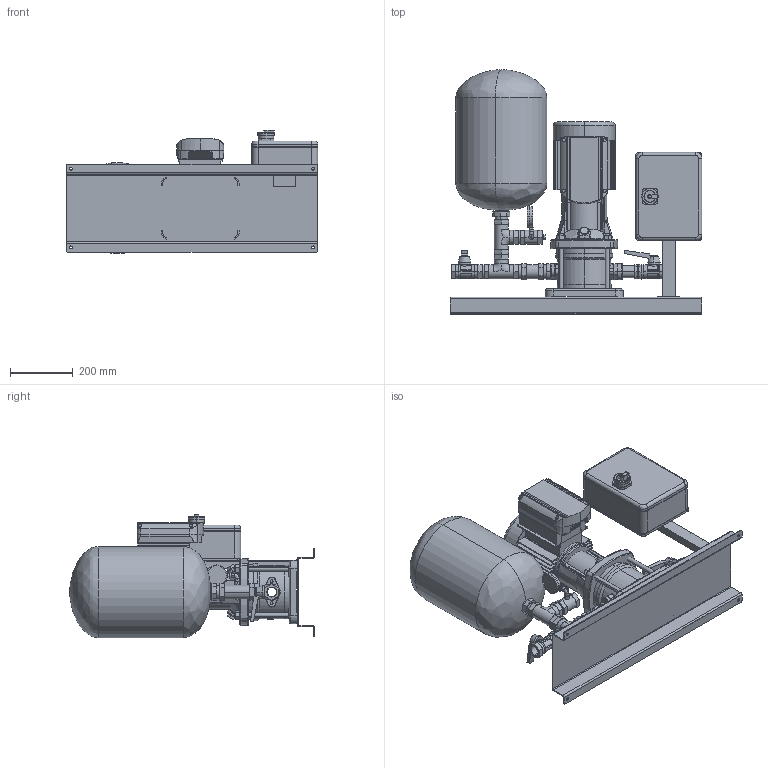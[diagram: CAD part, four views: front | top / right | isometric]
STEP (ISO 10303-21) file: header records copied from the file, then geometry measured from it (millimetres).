
FILE_DESCRIPTION (( 'STEP AP214' ), '1' );
FILE_NAME ('1SBI_15-3_TE_ZB00064947.STEP', '2022-07-17T21:12:32', ( '' ), ( '' ), 'SwSTEP 2.0', 'SolidWorks 2020', '' );
FILE_SCHEMA (( 'AUTOMOTIVE_DESIGN' ));
Length unit declared in the file: millimetre
Products named in the file (1): 1SBI_15-3_TE_ZB00064947
Bounding box: 800 x 777 x 391.86 mm (x, y, z)
Volume: 46418616.4 mm3; surface area: 3086660.1 mm2
Topology: 30 solids, 38 shells, 1565 faces, 3940 edges, 2506 vertices
Faces by surface type: plane 663, cylinder 553, bspline 193, torus 90, cone 60, sphere 6
Entity records: 82016 total; most frequent: CARTESIAN_POINT 28379, ORIENTED_EDGE 7850, DIRECTION 6994, EDGE_CURVE 3925, AXIS2_PLACEMENT_3D 2567, VERTEX_POINT 2506, VECTOR 1860, LINE 1860
